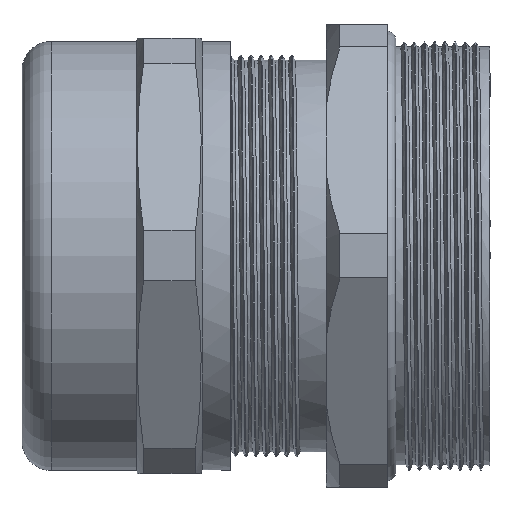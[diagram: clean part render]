
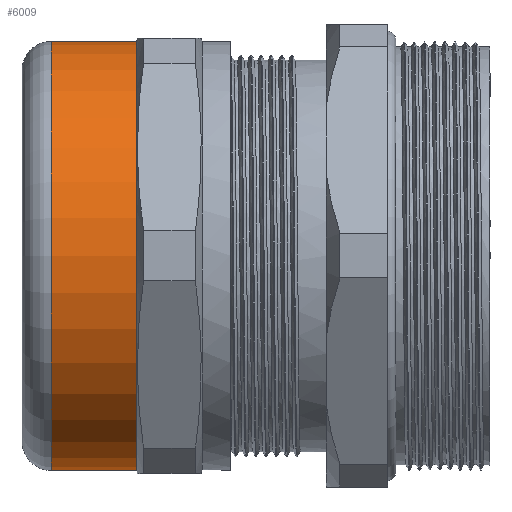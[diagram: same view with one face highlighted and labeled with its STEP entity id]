
A CAD part, top view. The second image highlights one B-rep face of the part: STEP entity #6009.
In plain terms, the highlighted cylindrical face has radius 31.565 mm (diameter 63.13 mm), a full revolution.
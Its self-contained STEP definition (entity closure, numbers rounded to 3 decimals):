
#282=FACE_BOUND('',#1230,.T.);
#862=FACE_OUTER_BOUND('',#1229,.T.);
#1229=EDGE_LOOP('',(#5315));
#1230=EDGE_LOOP('',(#5316));
#2365=CIRCLE('',#6665,31.565);
#2367=CIRCLE('',#6670,31.565);
#2886=VERTEX_POINT('',#14918);
#2888=VERTEX_POINT('',#14925);
#3716=EDGE_CURVE('',#2886,#2886,#2365,.T.);
#3718=EDGE_CURVE('',#2888,#2888,#2367,.T.);
#5315=ORIENTED_EDGE('',*,*,#3716,.F.);
#5316=ORIENTED_EDGE('',*,*,#3718,.T.);
#5718=CYLINDRICAL_SURFACE('',#6671,31.565);
#6009=ADVANCED_FACE('',(#862,#282),#5718,.T.);
#6665=AXIS2_PLACEMENT_3D('',#14919,#8154,#8155);
#6670=AXIS2_PLACEMENT_3D('',#14926,#8164,#8165);
#6671=AXIS2_PLACEMENT_3D('',#14927,#8166,#8167);
#8154=DIRECTION('center_axis',(1.,0.,0.));
#8155=DIRECTION('ref_axis',(0.,0.,-1.));
#8164=DIRECTION('center_axis',(1.,0.,0.));
#8165=DIRECTION('ref_axis',(0.,0.,-1.));
#8166=DIRECTION('center_axis',(1.,0.,0.));
#8167=DIRECTION('ref_axis',(0.,1.,0.));
#14918=CARTESIAN_POINT('',(-13.75,31.565,0.));
#14919=CARTESIAN_POINT('Origin',(-13.75,0.,0.));
#14925=CARTESIAN_POINT('',(-26.286,31.565,0.));
#14926=CARTESIAN_POINT('Origin',(-26.286,0.,0.));
#14927=CARTESIAN_POINT('Origin',(-20.018,0.,0.));
